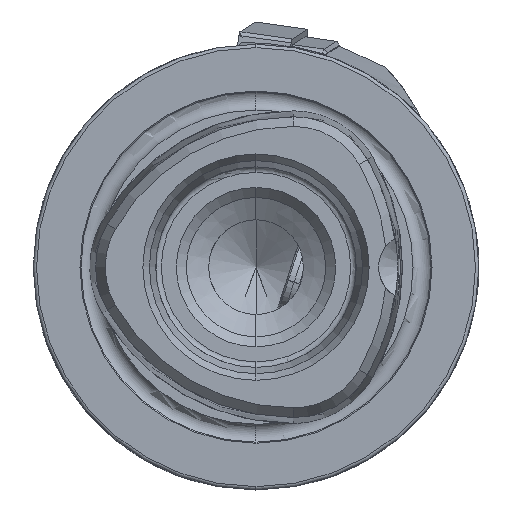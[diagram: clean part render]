
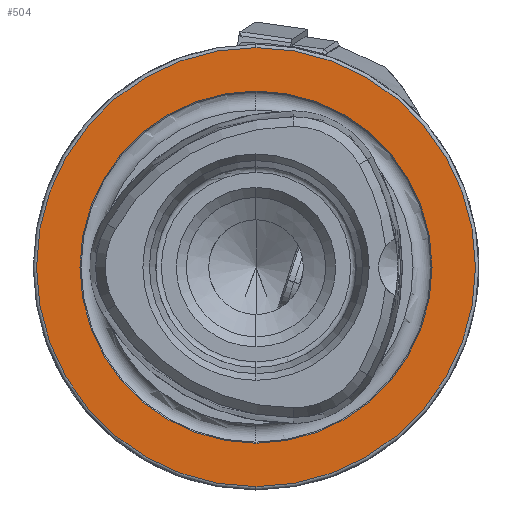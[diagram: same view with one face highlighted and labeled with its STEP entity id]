
A CAD part, left-side view. The second image highlights one B-rep face of the part: STEP entity #504.
In plain terms, the highlighted planar face has unit normal (-1, 0, 0).
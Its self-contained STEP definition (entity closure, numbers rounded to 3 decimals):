
#504 = ADVANCED_FACE ( 'NONE', ( #9823, #9854 ), #12679, .F. ) ;
#996 = CARTESIAN_POINT ( 'NONE',  ( 0., 0., 0. ) ) ;
#1075 = DIRECTION ( 'NONE',  ( 0., 0., 1. ) ) ;
#1104 = DIRECTION ( 'NONE',  ( -1., 0., 0. ) ) ;
#1153 = DIRECTION ( 'NONE',  ( -1., 0., 0. ) ) ;
#1217 = CARTESIAN_POINT ( 'NONE',  ( 0., 0., 0. ) ) ;
#1320 = DIRECTION ( 'NONE',  ( 0., 0., 1. ) ) ;
#1530 = CARTESIAN_POINT ( 'NONE',  ( 0., 0., -15.8 ) ) ;
#1580 = CARTESIAN_POINT ( 'NONE',  ( 0., 0., 19.7 ) ) ;
#2234 = CIRCLE ( 'NONE', #6636, 15.8 ) ;
#2301 = CIRCLE ( 'NONE', #6670, 19.7 ) ;
#2429 = CIRCLE ( 'NONE', #6748, 19.7 ) ;
#2558 = CIRCLE ( 'NONE', #6837, 15.8 ) ;
#3505 = AXIS2_PLACEMENT_3D ( 'NONE', #12529, #12531, #12376 ) ;
#4527 = VERTEX_POINT ( 'NONE', #7637 ) ;
#4538 = ORIENTED_EDGE ( 'NONE', *, *, #10221, .F. ) ;
#4553 = ORIENTED_EDGE ( 'NONE', *, *, #8191, .F. ) ;
#4696 = VERTEX_POINT ( 'NONE', #1530 ) ;
#4767 = VERTEX_POINT ( 'NONE', #1580 ) ;
#4827 = ORIENTED_EDGE ( 'NONE', *, *, #10104, .T. ) ;
#4918 = VERTEX_POINT ( 'NONE', #9660 ) ;
#5052 = ORIENTED_EDGE ( 'NONE', *, *, #8236, .T. ) ;
#6636 = AXIS2_PLACEMENT_3D ( 'NONE', #1217, #1153, #1075 ) ;
#6670 = AXIS2_PLACEMENT_3D ( 'NONE', #996, #1104, #1320 ) ;
#6748 = AXIS2_PLACEMENT_3D ( 'NONE', #8727, #8726, #8590 ) ;
#6837 = AXIS2_PLACEMENT_3D ( 'NONE', #7169, #7199, #7287 ) ;
#7169 = CARTESIAN_POINT ( 'NONE',  ( 0., 0., 0. ) ) ;
#7199 = DIRECTION ( 'NONE',  ( -1., 0., 0. ) ) ;
#7287 = DIRECTION ( 'NONE',  ( 0., 0., 1. ) ) ;
#7637 = CARTESIAN_POINT ( 'NONE',  ( 0., 0., -19.7 ) ) ;
#8191 = EDGE_CURVE ( 'NONE', #4918, #4696, #2234, .T. ) ;
#8236 = EDGE_CURVE ( 'NONE', #4527, #4767, #2301, .T. ) ;
#8590 = DIRECTION ( 'NONE',  ( 0., 0., 1. ) ) ;
#8726 = DIRECTION ( 'NONE',  ( -1., 0., 0. ) ) ;
#8727 = CARTESIAN_POINT ( 'NONE',  ( 0., 0., 0. ) ) ;
#9013 = EDGE_LOOP ( 'NONE', ( #4553, #4538 ) ) ;
#9236 = EDGE_LOOP ( 'NONE', ( #4827, #5052 ) ) ;
#9660 = CARTESIAN_POINT ( 'NONE',  ( 0., 0., 15.8 ) ) ;
#9823 = FACE_BOUND ( 'NONE', #9013, .T. ) ;
#9854 = FACE_OUTER_BOUND ( 'NONE', #9236, .T. ) ;
#10104 = EDGE_CURVE ( 'NONE', #4767, #4527, #2429, .T. ) ;
#10221 = EDGE_CURVE ( 'NONE', #4696, #4918, #2558, .T. ) ;
#12376 = DIRECTION ( 'NONE',  ( 0., 0., -1. ) ) ;
#12529 = CARTESIAN_POINT ( 'NONE',  ( 0., 15.8, 0. ) ) ;
#12531 = DIRECTION ( 'NONE',  ( 1., 0., 0. ) ) ;
#12679 = PLANE ( 'NONE',  #3505 ) ;
